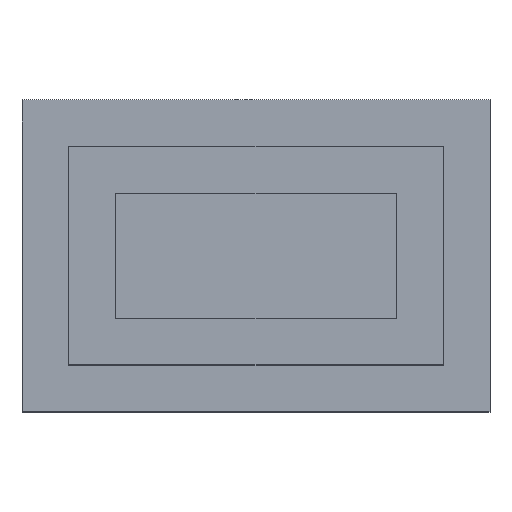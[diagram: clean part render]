
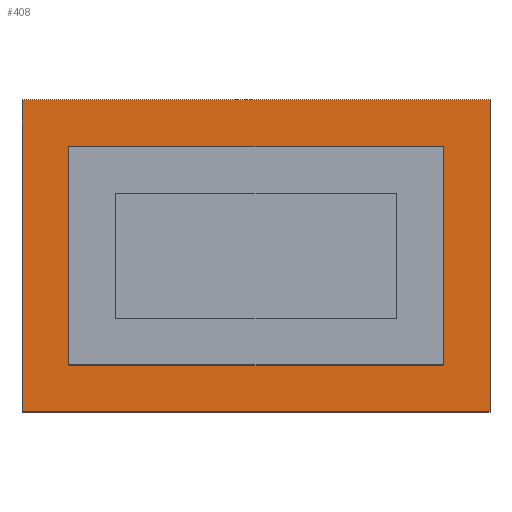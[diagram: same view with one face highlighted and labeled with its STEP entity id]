
A CAD part, top view. The second image highlights one B-rep face of the part: STEP entity #408.
In plain terms, the highlighted planar face has unit normal (0, 0, 1).
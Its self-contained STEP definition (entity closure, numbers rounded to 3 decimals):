
#25 = VERTEX_POINT ( 'NONE', #629 ) ;
#48 = CARTESIAN_POINT ( 'NONE',  ( 270., 30., 50. ) ) ;
#55 = CARTESIAN_POINT ( 'NONE',  ( 0., 0., 50. ) ) ;
#58 = LINE ( 'NONE', #228, #548 ) ;
#72 = VECTOR ( 'NONE', #632, 1000. ) ;
#83 = ORIENTED_EDGE ( 'NONE', *, *, #717, .T. ) ;
#84 = EDGE_CURVE ( 'NONE', #283, #798, #86, .T. ) ;
#86 = LINE ( 'NONE', #753, #451 ) ;
#90 = DIRECTION ( 'NONE',  ( 1., 0., 0. ) ) ;
#95 = DIRECTION ( 'NONE',  ( 1., 0., 0. ) ) ;
#98 = EDGE_CURVE ( 'NONE', #231, #291, #375, .T. ) ;
#111 = DIRECTION ( 'NONE',  ( 0., -1., 0. ) ) ;
#118 = CARTESIAN_POINT ( 'NONE',  ( 30., 30., 50. ) ) ;
#132 = EDGE_CURVE ( 'NONE', #327, #142, #648, .T. ) ;
#142 = VERTEX_POINT ( 'NONE', #207 ) ;
#188 = EDGE_CURVE ( 'NONE', #555, #231, #759, .T. ) ;
#198 = DIRECTION ( 'NONE',  ( 1., 0., 0. ) ) ;
#201 = CARTESIAN_POINT ( 'NONE',  ( 300., 200., 50. ) ) ;
#202 = VECTOR ( 'NONE', #649, 1000. ) ;
#207 = CARTESIAN_POINT ( 'NONE',  ( 30., 170., 50. ) ) ;
#209 = EDGE_LOOP ( 'NONE', ( #409, #490, #434, #688 ) ) ;
#218 = DIRECTION ( 'NONE',  ( 0., 1., 0. ) ) ;
#220 = FACE_BOUND ( 'NONE', #209, .T. ) ;
#228 = CARTESIAN_POINT ( 'NONE',  ( 0., 200., 50. ) ) ;
#231 = VERTEX_POINT ( 'NONE', #379 ) ;
#282 = LINE ( 'NONE', #453, #202 ) ;
#283 = VERTEX_POINT ( 'NONE', #118 ) ;
#286 = CARTESIAN_POINT ( 'NONE',  ( 30., 170., 50. ) ) ;
#291 = VERTEX_POINT ( 'NONE', #201 ) ;
#312 = ORIENTED_EDGE ( 'NONE', *, *, #484, .T. ) ;
#327 = VERTEX_POINT ( 'NONE', #445 ) ;
#336 = CARTESIAN_POINT ( 'NONE',  ( 150., 100., 50. ) ) ;
#341 = FACE_OUTER_BOUND ( 'NONE', #801, .T. ) ;
#357 = LINE ( 'NONE', #48, #413 ) ;
#375 = LINE ( 'NONE', #400, #800 ) ;
#379 = CARTESIAN_POINT ( 'NONE',  ( 300., 0., 50. ) ) ;
#390 = CARTESIAN_POINT ( 'NONE',  ( 270., 170., 50. ) ) ;
#400 = CARTESIAN_POINT ( 'NONE',  ( 300., 200., 50. ) ) ;
#402 = ORIENTED_EDGE ( 'NONE', *, *, #98, .T. ) ;
#406 = DIRECTION ( 'NONE',  ( 0., 0., 1. ) ) ;
#408 = ADVANCED_FACE ( 'NONE', ( #220, #341 ), #727, .T. ) ;
#409 = ORIENTED_EDGE ( 'NONE', *, *, #736, .F. ) ;
#413 = VECTOR ( 'NONE', #616, 1000. ) ;
#421 = CARTESIAN_POINT ( 'NONE',  ( 270., 30., 50. ) ) ;
#434 = ORIENTED_EDGE ( 'NONE', *, *, #447, .F. ) ;
#445 = CARTESIAN_POINT ( 'NONE',  ( 270., 170., 50. ) ) ;
#447 = EDGE_CURVE ( 'NONE', #798, #327, #357, .T. ) ;
#451 = VECTOR ( 'NONE', #90, 1000. ) ;
#453 = CARTESIAN_POINT ( 'NONE',  ( 0., 200., 50. ) ) ;
#456 = AXIS2_PLACEMENT_3D ( 'NONE', #336, #406, #95 ) ;
#484 = EDGE_CURVE ( 'NONE', #25, #555, #58, .T. ) ;
#490 = ORIENTED_EDGE ( 'NONE', *, *, #132, .F. ) ;
#548 = VECTOR ( 'NONE', #111, 1000. ) ;
#555 = VERTEX_POINT ( 'NONE', #686 ) ;
#560 = VECTOR ( 'NONE', #198, 1000. ) ;
#582 = LINE ( 'NONE', #286, #590 ) ;
#590 = VECTOR ( 'NONE', #772, 1000. ) ;
#593 = ORIENTED_EDGE ( 'NONE', *, *, #188, .T. ) ;
#616 = DIRECTION ( 'NONE',  ( 0., 1., 0. ) ) ;
#629 = CARTESIAN_POINT ( 'NONE',  ( 0., 200., 50. ) ) ;
#632 = DIRECTION ( 'NONE',  ( -1., 0., 0. ) ) ;
#648 = LINE ( 'NONE', #390, #72 ) ;
#649 = DIRECTION ( 'NONE',  ( -1., 0., 0. ) ) ;
#686 = CARTESIAN_POINT ( 'NONE',  ( 0., 0., 50. ) ) ;
#688 = ORIENTED_EDGE ( 'NONE', *, *, #84, .F. ) ;
#717 = EDGE_CURVE ( 'NONE', #291, #25, #282, .T. ) ;
#727 = PLANE ( 'NONE',  #456 ) ;
#736 = EDGE_CURVE ( 'NONE', #142, #283, #582, .T. ) ;
#753 = CARTESIAN_POINT ( 'NONE',  ( 30., 30., 50. ) ) ;
#759 = LINE ( 'NONE', #55, #560 ) ;
#772 = DIRECTION ( 'NONE',  ( 0., -1., 0. ) ) ;
#798 = VERTEX_POINT ( 'NONE', #421 ) ;
#800 = VECTOR ( 'NONE', #218, 1000. ) ;
#801 = EDGE_LOOP ( 'NONE', ( #402, #83, #312, #593 ) ) ;
